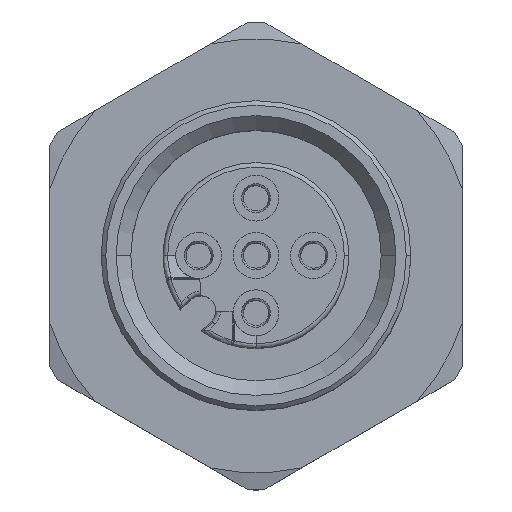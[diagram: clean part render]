
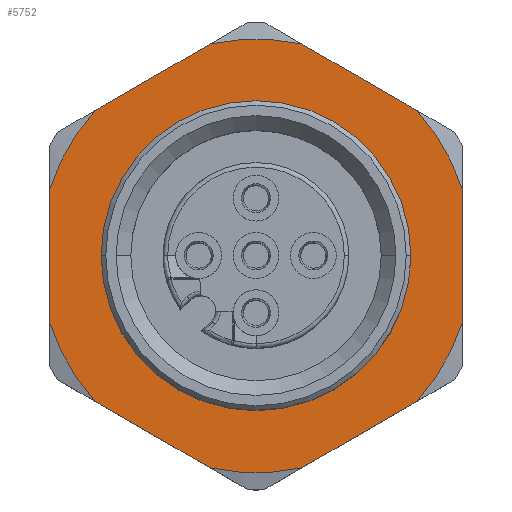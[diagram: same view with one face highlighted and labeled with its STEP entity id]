
A CAD part, top view. The second image highlights one B-rep face of the part: STEP entity #5752.
In plain terms, the highlighted planar face has unit normal (0, 0, 1).
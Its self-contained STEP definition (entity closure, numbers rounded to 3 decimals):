
#948=CARTESIAN_POINT('',(6.75,-0.,24.8));
#949=VERTEX_POINT('',#948);
#956=CARTESIAN_POINT('',(-6.75,0.,24.8));
#957=VERTEX_POINT('',#956);
#958=CARTESIAN_POINT('',(0.,-0.,24.8));
#959=DIRECTION('',(-0.,-0.,1.));
#960=DIRECTION('',(1.,0.,0.));
#961=AXIS2_PLACEMENT_3D('',#958,#959,#960);
#962=CIRCLE('',#961,6.75);
#963=EDGE_CURVE('',#949,#957,#962,.T.);
#3022=CARTESIAN_POINT('',(-1.994,9.241,24.8));
#3023=VERTEX_POINT('',#3022);
#3032=CARTESIAN_POINT('',(1.994,9.241,24.8));
#3033=VERTEX_POINT('',#3032);
#3034=CARTESIAN_POINT('',(0.,-0.,24.8));
#3035=DIRECTION('',(0.,0.,1.));
#3036=DIRECTION('',(-1.,0.,0.));
#3037=AXIS2_PLACEMENT_3D('',#3034,#3035,#3036);
#3038=CIRCLE('',#3037,9.454);
#3039=EDGE_CURVE('',#3033,#3023,#3038,.T.);
#3284=CARTESIAN_POINT('',(-1.994,-9.241,24.8));
#3285=VERTEX_POINT('',#3284);
#3301=CARTESIAN_POINT('',(1.994,-9.241,24.8));
#3302=VERTEX_POINT('',#3301);
#3309=CARTESIAN_POINT('',(0.,-0.,24.8));
#3310=DIRECTION('',(0.,0.,1.));
#3311=DIRECTION('',(-1.,0.,0.));
#3312=AXIS2_PLACEMENT_3D('',#3309,#3310,#3311);
#3313=CIRCLE('',#3312,9.454);
#3314=EDGE_CURVE('',#3285,#3302,#3313,.T.);
#4393=CARTESIAN_POINT('',(-7.006,-6.348,24.8));
#4394=VERTEX_POINT('',#4393);
#4403=CARTESIAN_POINT('',(-9.,-2.893,24.8));
#4404=VERTEX_POINT('',#4403);
#4405=CARTESIAN_POINT('',(0.,-0.,24.8));
#4406=DIRECTION('',(0.,0.,1.));
#4407=DIRECTION('',(-1.,0.,0.));
#4408=AXIS2_PLACEMENT_3D('',#4405,#4406,#4407);
#4409=CIRCLE('',#4408,9.454);
#4410=EDGE_CURVE('',#4404,#4394,#4409,.T.);
#4484=CARTESIAN_POINT('',(-9.,2.893,24.8));
#4485=VERTEX_POINT('',#4484);
#4492=CARTESIAN_POINT('',(-7.006,6.348,24.8));
#4493=VERTEX_POINT('',#4492);
#4494=CARTESIAN_POINT('',(0.,-0.,24.8));
#4495=DIRECTION('',(0.,0.,1.));
#4496=DIRECTION('',(-1.,0.,0.));
#4497=AXIS2_PLACEMENT_3D('',#4494,#4495,#4496);
#4498=CIRCLE('',#4497,9.454);
#4499=EDGE_CURVE('',#4493,#4485,#4498,.T.);
#4618=CARTESIAN_POINT('',(9.,2.893,24.8));
#4619=VERTEX_POINT('',#4618);
#4627=CARTESIAN_POINT('',(7.006,6.348,24.8));
#4628=VERTEX_POINT('',#4627);
#4635=CARTESIAN_POINT('',(0.,-0.,24.8));
#4636=DIRECTION('',(0.,0.,1.));
#4637=DIRECTION('',(-1.,0.,0.));
#4638=AXIS2_PLACEMENT_3D('',#4635,#4636,#4637);
#4639=CIRCLE('',#4638,9.454);
#4640=EDGE_CURVE('',#4619,#4628,#4639,.T.);
#4787=CARTESIAN_POINT('',(7.006,-6.348,24.8));
#4788=VERTEX_POINT('',#4787);
#4795=CARTESIAN_POINT('',(10687.334,6159.943,24.8));
#4796=DIRECTION('',(-0.866,-0.5,0.));
#4797=VECTOR('',#4796,24690.);
#4798=LINE('',#4795,#4797);
#4799=EDGE_CURVE('',#4788,#3302,#4798,.T.);
#4873=CARTESIAN_POINT('',(-9.,-12352.838,24.8));
#4874=DIRECTION('',(0.,1.,-0.));
#4875=VECTOR('',#4874,24690.);
#4876=LINE('',#4873,#4875);
#4877=EDGE_CURVE('',#4404,#4485,#4876,.T.);
#4900=CARTESIAN_POINT('',(-10703.833,-6169.469,24.8));
#4901=DIRECTION('',(0.866,0.5,-0.));
#4902=VECTOR('',#4901,24690.);
#4903=LINE('',#4900,#4902);
#4904=EDGE_CURVE('',#4493,#3023,#4903,.T.);
#4927=CARTESIAN_POINT('',(-10690.332,6182.458,24.8));
#4928=DIRECTION('',(0.866,-0.5,0.));
#4929=VECTOR('',#4928,24690.);
#4930=LINE('',#4927,#4929);
#4931=EDGE_CURVE('',#3033,#4628,#4930,.T.);
#5568=CARTESIAN_POINT('',(9.,-2.893,24.8));
#5569=VERTEX_POINT('',#5568);
#5578=CARTESIAN_POINT('',(0.,-0.,24.8));
#5579=DIRECTION('',(0.,0.,1.));
#5580=DIRECTION('',(-1.,0.,0.));
#5581=AXIS2_PLACEMENT_3D('',#5578,#5579,#5580);
#5582=CIRCLE('',#5581,9.454);
#5583=EDGE_CURVE('',#4788,#5569,#5582,.T.);
#5713=CARTESIAN_POINT('',(-9.9,-10.396,24.8));
#5714=DIRECTION('',(0.,0.,1.));
#5715=DIRECTION('',(1.,0.,0.));
#5716=AXIS2_PLACEMENT_3D('',#5713,#5714,#5715);
#5717=PLANE('',#5716);
#5718=ORIENTED_EDGE('',*,*,#4640,.T.);
#5719=ORIENTED_EDGE('',*,*,#4931,.F.);
#5720=ORIENTED_EDGE('',*,*,#3039,.T.);
#5721=ORIENTED_EDGE('',*,*,#4904,.F.);
#5722=ORIENTED_EDGE('',*,*,#4499,.T.);
#5723=ORIENTED_EDGE('',*,*,#4877,.F.);
#5724=ORIENTED_EDGE('',*,*,#4410,.T.);
#5725=CARTESIAN_POINT('',(10682.836,-6178.13,24.8));
#5726=DIRECTION('',(-0.866,0.5,-0.));
#5727=VECTOR('',#5726,24690.);
#5728=LINE('',#5725,#5727);
#5729=EDGE_CURVE('',#3285,#4394,#5728,.T.);
#5730=ORIENTED_EDGE('',*,*,#5729,.F.);
#5731=ORIENTED_EDGE('',*,*,#3314,.T.);
#5732=ORIENTED_EDGE('',*,*,#4799,.F.);
#5733=ORIENTED_EDGE('',*,*,#5583,.T.);
#5734=CARTESIAN_POINT('',(9.,12337.162,24.8));
#5735=DIRECTION('',(-0.,-1.,-0.));
#5736=VECTOR('',#5735,24690.);
#5737=LINE('',#5734,#5736);
#5738=EDGE_CURVE('',#4619,#5569,#5737,.T.);
#5739=ORIENTED_EDGE('',*,*,#5738,.F.);
#5740=EDGE_LOOP('',(#5718,#5719,#5720,#5721,#5722,#5723,#5724,#5730,#5731,#5732,#5733,#5739));
#5741=FACE_BOUND('',#5740,.T.);
#5742=ORIENTED_EDGE('',*,*,#963,.F.);
#5743=CARTESIAN_POINT('',(0.,-0.,24.8));
#5744=DIRECTION('',(0.,0.,1.));
#5745=DIRECTION('',(1.,0.,-0.));
#5746=AXIS2_PLACEMENT_3D('',#5743,#5744,#5745);
#5747=CIRCLE('',#5746,6.75);
#5748=EDGE_CURVE('',#957,#949,#5747,.T.);
#5749=ORIENTED_EDGE('',*,*,#5748,.F.);
#5750=EDGE_LOOP('',(#5742,#5749));
#5751=FACE_BOUND('',#5750,.T.);
#5752=ADVANCED_FACE('',(#5741,#5751),#5717,.T.);
